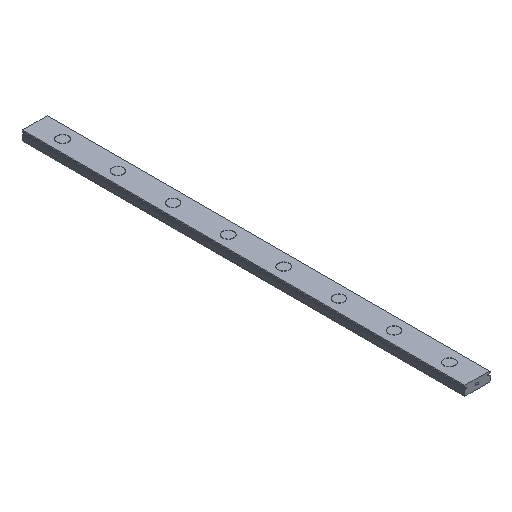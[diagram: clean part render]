
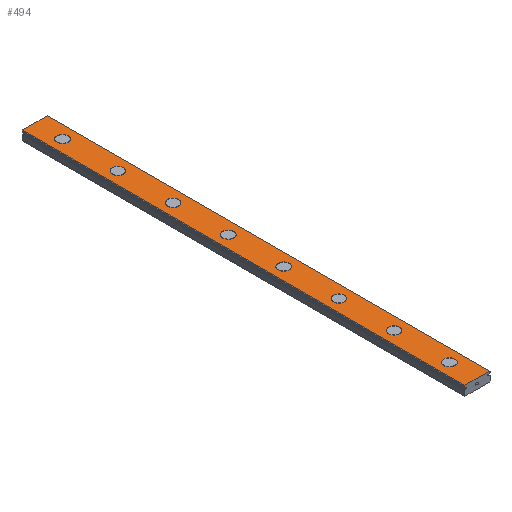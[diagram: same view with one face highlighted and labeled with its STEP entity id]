
A CAD part, isometric view. The second image highlights one B-rep face of the part: STEP entity #494.
In plain terms, the highlighted planar face has unit normal (0, 0, 1).
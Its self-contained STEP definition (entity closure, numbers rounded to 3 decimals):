
#494=ADVANCED_FACE('',(#1009,#1010,#1011,#1012,#1013,#1014,#1015,#1016,#1017),#1018,.T.);
#1009=FACE_BOUND('',#1546,.T.);
#1010=FACE_BOUND('',#1547,.T.);
#1011=FACE_BOUND('',#1548,.T.);
#1012=FACE_BOUND('',#1549,.T.);
#1013=FACE_BOUND('',#1550,.T.);
#1014=FACE_BOUND('',#1551,.T.);
#1015=FACE_BOUND('',#1552,.T.);
#1016=FACE_BOUND('',#1553,.T.);
#1017=FACE_OUTER_BOUND('',#1554,.T.);
#1018=PLANE('',#1555);
#1546=EDGE_LOOP('',(#2942,#2943));
#1547=EDGE_LOOP('',(#2944,#2945));
#1548=EDGE_LOOP('',(#2946,#2947));
#1549=EDGE_LOOP('',(#2948,#2949));
#1550=EDGE_LOOP('',(#2950,#2951));
#1551=EDGE_LOOP('',(#2952,#2953));
#1552=EDGE_LOOP('',(#2954,#2955));
#1553=EDGE_LOOP('',(#2956,#2957));
#1554=EDGE_LOOP('',(#2958,#2959,#2960,#2961));
#1555=AXIS2_PLACEMENT_3D('',#2962,#2963,#2964);
#2942=ORIENTED_EDGE('',*,*,#3189,.T.);
#2943=ORIENTED_EDGE('',*,*,#3579,.T.);
#2944=ORIENTED_EDGE('',*,*,#3179,.T.);
#2945=ORIENTED_EDGE('',*,*,#3585,.T.);
#2946=ORIENTED_EDGE('',*,*,#3169,.T.);
#2947=ORIENTED_EDGE('',*,*,#3591,.T.);
#2948=ORIENTED_EDGE('',*,*,#3159,.T.);
#2949=ORIENTED_EDGE('',*,*,#3597,.T.);
#2950=ORIENTED_EDGE('',*,*,#3149,.T.);
#2951=ORIENTED_EDGE('',*,*,#3603,.T.);
#2952=ORIENTED_EDGE('',*,*,#3139,.T.);
#2953=ORIENTED_EDGE('',*,*,#3609,.T.);
#2954=ORIENTED_EDGE('',*,*,#3129,.T.);
#2955=ORIENTED_EDGE('',*,*,#3615,.T.);
#2956=ORIENTED_EDGE('',*,*,#3119,.T.);
#2957=ORIENTED_EDGE('',*,*,#3621,.T.);
#2958=ORIENTED_EDGE('',*,*,#3566,.T.);
#2959=ORIENTED_EDGE('',*,*,#3651,.F.);
#2960=ORIENTED_EDGE('',*,*,#3448,.F.);
#2961=ORIENTED_EDGE('',*,*,#3649,.T.);
#2962=CARTESIAN_POINT('',(0.0,240.0,5.2));
#2963=DIRECTION('',(0.0,0.0,1.0));
#2964=DIRECTION('',(-1.0,0.0,-0.0));
#3119=EDGE_CURVE('',#3712,#3709,#3713,.T.);
#3129=EDGE_CURVE('',#3730,#3727,#3731,.T.);
#3139=EDGE_CURVE('',#3748,#3745,#3749,.T.);
#3149=EDGE_CURVE('',#3766,#3763,#3767,.T.);
#3159=EDGE_CURVE('',#3784,#3781,#3785,.T.);
#3169=EDGE_CURVE('',#3802,#3799,#3803,.T.);
#3179=EDGE_CURVE('',#3820,#3817,#3821,.T.);
#3189=EDGE_CURVE('',#3838,#3835,#3839,.T.);
#3448=EDGE_CURVE('',#4218,#4220,#4221,.T.);
#3566=EDGE_CURVE('',#4409,#4407,#4410,.T.);
#3579=EDGE_CURVE('',#3835,#3838,#4432,.T.);
#3585=EDGE_CURVE('',#3817,#3820,#4438,.T.);
#3591=EDGE_CURVE('',#3799,#3802,#4444,.T.);
#3597=EDGE_CURVE('',#3781,#3784,#4450,.T.);
#3603=EDGE_CURVE('',#3763,#3766,#4456,.T.);
#3609=EDGE_CURVE('',#3745,#3748,#4462,.T.);
#3615=EDGE_CURVE('',#3727,#3730,#4468,.T.);
#3621=EDGE_CURVE('',#3709,#3712,#4474,.T.);
#3649=EDGE_CURVE('',#4218,#4409,#4502,.T.);
#3651=EDGE_CURVE('',#4220,#4407,#4504,.T.);
#3709=VERTEX_POINT('',#4568);
#3712=VERTEX_POINT('',#4572);
#3713=CIRCLE('',#4573,3.0);
#3727=VERTEX_POINT('',#4590);
#3730=VERTEX_POINT('',#4594);
#3731=CIRCLE('',#4595,3.0);
#3745=VERTEX_POINT('',#4612);
#3748=VERTEX_POINT('',#4616);
#3749=CIRCLE('',#4617,3.0);
#3763=VERTEX_POINT('',#4634);
#3766=VERTEX_POINT('',#4638);
#3767=CIRCLE('',#4639,3.0);
#3781=VERTEX_POINT('',#4656);
#3784=VERTEX_POINT('',#4660);
#3785=CIRCLE('',#4661,3.0);
#3799=VERTEX_POINT('',#4678);
#3802=VERTEX_POINT('',#4682);
#3803=CIRCLE('',#4683,3.0);
#3817=VERTEX_POINT('',#4700);
#3820=VERTEX_POINT('',#4704);
#3821=CIRCLE('',#4705,3.0);
#3835=VERTEX_POINT('',#4722);
#3838=VERTEX_POINT('',#4726);
#3839=CIRCLE('',#4727,3.0);
#4218=VERTEX_POINT('',#5242);
#4220=VERTEX_POINT('',#5245);
#4221=LINE('',#5246,#5247);
#4407=VERTEX_POINT('',#5511);
#4409=VERTEX_POINT('',#5514);
#4410=LINE('',#5515,#5516);
#4432=CIRCLE('',#5542,3.0);
#4438=CIRCLE('',#5548,3.0);
#4444=CIRCLE('',#5554,3.0);
#4450=CIRCLE('',#5560,3.0);
#4456=CIRCLE('',#5566,3.0);
#4462=CIRCLE('',#5572,3.0);
#4468=CIRCLE('',#5578,3.0);
#4474=CIRCLE('',#5584,3.0);
#4502=LINE('',#5623,#5624);
#4504=LINE('',#5626,#5627);
#4568=CARTESIAN_POINT('',(3.0,15.0,5.2));
#4572=CARTESIAN_POINT('',(-3.0,15.0,5.2));
#4573=AXIS2_PLACEMENT_3D('',#5695,#5696,#5697);
#4590=CARTESIAN_POINT('',(3.0,45.0,5.2));
#4594=CARTESIAN_POINT('',(-3.0,45.0,5.2));
#4595=AXIS2_PLACEMENT_3D('',#5711,#5712,#5713);
#4612=CARTESIAN_POINT('',(3.0,75.0,5.2));
#4616=CARTESIAN_POINT('',(-3.0,75.0,5.2));
#4617=AXIS2_PLACEMENT_3D('',#5727,#5728,#5729);
#4634=CARTESIAN_POINT('',(3.0,105.0,5.2));
#4638=CARTESIAN_POINT('',(-3.0,105.0,5.2));
#4639=AXIS2_PLACEMENT_3D('',#5743,#5744,#5745);
#4656=CARTESIAN_POINT('',(3.0,135.0,5.2));
#4660=CARTESIAN_POINT('',(-3.0,135.0,5.2));
#4661=AXIS2_PLACEMENT_3D('',#5759,#5760,#5761);
#4678=CARTESIAN_POINT('',(3.0,165.0,5.2));
#4682=CARTESIAN_POINT('',(-3.0,165.0,5.2));
#4683=AXIS2_PLACEMENT_3D('',#5775,#5776,#5777);
#4700=CARTESIAN_POINT('',(3.0,195.0,5.2));
#4704=CARTESIAN_POINT('',(-3.0,195.0,5.2));
#4705=AXIS2_PLACEMENT_3D('',#5791,#5792,#5793);
#4722=CARTESIAN_POINT('',(3.0,225.0,5.2));
#4726=CARTESIAN_POINT('',(-3.0,225.0,5.2));
#4727=AXIS2_PLACEMENT_3D('',#5807,#5808,#5809);
#5242=CARTESIAN_POINT('',(-6.7,240.0,5.2));
#5245=CARTESIAN_POINT('',(6.7,240.0,5.2));
#5246=CARTESIAN_POINT('',(-6.7,240.0,5.2));
#5247=VECTOR('',#6091,1.0);
#5511=CARTESIAN_POINT('',(6.7,0.0,5.2));
#5514=CARTESIAN_POINT('',(-6.7,0.0,5.2));
#5515=CARTESIAN_POINT('',(-6.7,0.0,5.2));
#5516=VECTOR('',#6213,1.0);
#5542=AXIS2_PLACEMENT_3D('',#6239,#6240,#6241);
#5548=AXIS2_PLACEMENT_3D('',#6248,#6249,#6250);
#5554=AXIS2_PLACEMENT_3D('',#6257,#6258,#6259);
#5560=AXIS2_PLACEMENT_3D('',#6266,#6267,#6268);
#5566=AXIS2_PLACEMENT_3D('',#6275,#6276,#6277);
#5572=AXIS2_PLACEMENT_3D('',#6284,#6285,#6286);
#5578=AXIS2_PLACEMENT_3D('',#6293,#6294,#6295);
#5584=AXIS2_PLACEMENT_3D('',#6302,#6303,#6304);
#5623=CARTESIAN_POINT('',(-6.7,240.0,5.2));
#5624=VECTOR('',#6322,1.0);
#5626=CARTESIAN_POINT('',(6.7,240.0,5.2));
#5627=VECTOR('',#6323,1.0);
#5695=CARTESIAN_POINT('',(0.0,15.0,5.2));
#5696=DIRECTION('',(0.0,0.0,-1.0));
#5697=DIRECTION('',(1.0,0.0,0.0));
#5711=CARTESIAN_POINT('',(0.0,45.0,5.2));
#5712=DIRECTION('',(0.0,0.0,-1.0));
#5713=DIRECTION('',(1.0,0.0,0.0));
#5727=CARTESIAN_POINT('',(0.0,75.0,5.2));
#5728=DIRECTION('',(0.0,0.0,-1.0));
#5729=DIRECTION('',(1.0,0.0,0.0));
#5743=CARTESIAN_POINT('',(0.0,105.0,5.2));
#5744=DIRECTION('',(0.0,0.0,-1.0));
#5745=DIRECTION('',(1.0,0.0,0.0));
#5759=CARTESIAN_POINT('',(0.0,135.0,5.2));
#5760=DIRECTION('',(0.0,0.0,-1.0));
#5761=DIRECTION('',(1.0,0.0,0.0));
#5775=CARTESIAN_POINT('',(0.0,165.0,5.2));
#5776=DIRECTION('',(0.0,0.0,-1.0));
#5777=DIRECTION('',(1.0,0.0,0.0));
#5791=CARTESIAN_POINT('',(0.0,195.0,5.2));
#5792=DIRECTION('',(0.0,0.0,-1.0));
#5793=DIRECTION('',(1.0,0.0,0.0));
#5807=CARTESIAN_POINT('',(0.0,225.0,5.2));
#5808=DIRECTION('',(0.0,0.0,-1.0));
#5809=DIRECTION('',(1.0,0.0,0.0));
#6091=DIRECTION('',(1.0,0.0,0.0));
#6213=DIRECTION('',(1.0,0.0,0.0));
#6239=CARTESIAN_POINT('',(0.0,225.0,5.2));
#6240=DIRECTION('',(0.0,0.0,-1.0));
#6241=DIRECTION('',(1.0,0.0,0.0));
#6248=CARTESIAN_POINT('',(0.0,195.0,5.2));
#6249=DIRECTION('',(0.0,0.0,-1.0));
#6250=DIRECTION('',(1.0,0.0,0.0));
#6257=CARTESIAN_POINT('',(0.0,165.0,5.2));
#6258=DIRECTION('',(0.0,0.0,-1.0));
#6259=DIRECTION('',(1.0,0.0,0.0));
#6266=CARTESIAN_POINT('',(0.0,135.0,5.2));
#6267=DIRECTION('',(0.0,0.0,-1.0));
#6268=DIRECTION('',(1.0,0.0,0.0));
#6275=CARTESIAN_POINT('',(0.0,105.0,5.2));
#6276=DIRECTION('',(0.0,0.0,-1.0));
#6277=DIRECTION('',(1.0,0.0,0.0));
#6284=CARTESIAN_POINT('',(0.0,75.0,5.2));
#6285=DIRECTION('',(0.0,0.0,-1.0));
#6286=DIRECTION('',(1.0,0.0,0.0));
#6293=CARTESIAN_POINT('',(0.0,45.0,5.2));
#6294=DIRECTION('',(0.0,0.0,-1.0));
#6295=DIRECTION('',(1.0,0.0,0.0));
#6302=CARTESIAN_POINT('',(0.0,15.0,5.2));
#6303=DIRECTION('',(0.0,0.0,-1.0));
#6304=DIRECTION('',(1.0,0.0,0.0));
#6322=DIRECTION('',(0.0,-1.0,0.0));
#6323=DIRECTION('',(0.0,-1.0,0.0));
